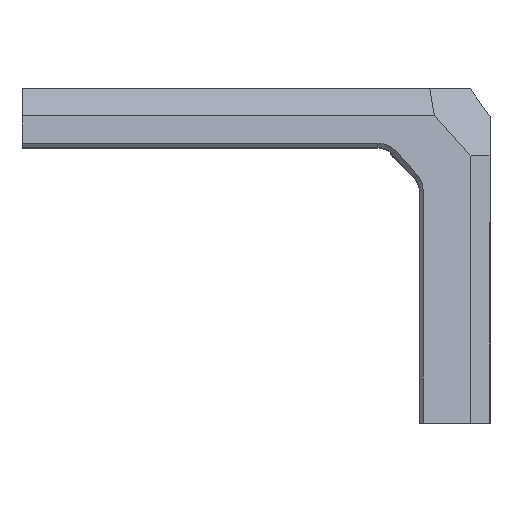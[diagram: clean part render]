
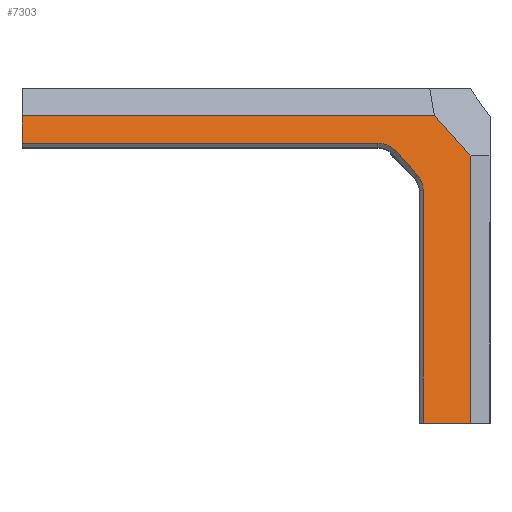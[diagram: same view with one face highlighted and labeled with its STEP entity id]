
A CAD part, left-side view. The second image highlights one B-rep face of the part: STEP entity #7303.
In plain terms, the highlighted planar face has unit normal (-0.985, 0, 0.174).
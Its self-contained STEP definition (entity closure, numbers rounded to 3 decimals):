
#447=PLANE('',#7914);
#833=FACE_OUTER_BOUND('',#1281,.T.);
#1281=EDGE_LOOP('',(#6414,#6415,#6416,#6417,#6418,#6419,#6420,#6421,#6422,
#6423));
#1898=LINE('',#11825,#2698);
#1913=LINE('',#11857,#2713);
#1989=LINE('',#12026,#2789);
#2000=LINE('',#12050,#2800);
#2002=LINE('',#12058,#2802);
#2003=LINE('',#12061,#2803);
#2004=LINE('',#12063,#2804);
#2005=LINE('',#12064,#2805);
#2698=VECTOR('',#9392,1000.);
#2713=VECTOR('',#9411,1000.);
#2789=VECTOR('',#9561,1000.);
#2800=VECTOR('',#9586,1000.);
#2802=VECTOR('',#9596,1000.);
#2803=VECTOR('',#9599,1000.);
#2804=VECTOR('',#9600,1000.);
#2805=VECTOR('',#9601,1000.);
#3133=CIRCLE('',#7913,6.);
#3134=CIRCLE('',#7915,6.);
#3597=VERTEX_POINT('',#11800);
#3609=VERTEX_POINT('',#11823);
#3624=VERTEX_POINT('',#11856);
#3679=VERTEX_POINT('',#12023);
#3680=VERTEX_POINT('',#12025);
#3686=VERTEX_POINT('',#12048);
#3687=VERTEX_POINT('',#12053);
#3688=VERTEX_POINT('',#12057);
#3689=VERTEX_POINT('',#12059);
#3690=VERTEX_POINT('',#12062);
#4514=EDGE_CURVE('',#3597,#3609,#1898,.T.);
#4529=EDGE_CURVE('',#3624,#3597,#1913,.T.);
#4615=EDGE_CURVE('',#3680,#3679,#1989,.T.);
#4628=EDGE_CURVE('',#3609,#3686,#2000,.T.);
#4630=EDGE_CURVE('',#3686,#3687,#3133,.T.);
#4631=EDGE_CURVE('',#3687,#3688,#2002,.T.);
#4632=EDGE_CURVE('',#3688,#3689,#3134,.T.);
#4633=EDGE_CURVE('',#3689,#3680,#2003,.T.);
#4634=EDGE_CURVE('',#3679,#3690,#2004,.T.);
#4635=EDGE_CURVE('',#3690,#3624,#2005,.T.);
#6414=ORIENTED_EDGE('',*,*,#4529,.T.);
#6415=ORIENTED_EDGE('',*,*,#4514,.T.);
#6416=ORIENTED_EDGE('',*,*,#4628,.T.);
#6417=ORIENTED_EDGE('',*,*,#4630,.T.);
#6418=ORIENTED_EDGE('',*,*,#4631,.T.);
#6419=ORIENTED_EDGE('',*,*,#4632,.T.);
#6420=ORIENTED_EDGE('',*,*,#4633,.T.);
#6421=ORIENTED_EDGE('',*,*,#4615,.T.);
#6422=ORIENTED_EDGE('',*,*,#4634,.T.);
#6423=ORIENTED_EDGE('',*,*,#4635,.T.);
#7303=ADVANCED_FACE('',(#833),#447,.F.);
#7913=AXIS2_PLACEMENT_3D('',#12055,#9592,#9593);
#7914=AXIS2_PLACEMENT_3D('',#12056,#9594,#9595);
#7915=AXIS2_PLACEMENT_3D('',#12060,#9597,#9598);
#9392=DIRECTION('',(-0.174,0.,-0.985));
#9411=DIRECTION('',(0.,1.,0.));
#9561=DIRECTION('',(0.,-1.,0.));
#9586=DIRECTION('',(0.,-1.,0.));
#9592=DIRECTION('center_axis',(0.985,0.,-0.174));
#9593=DIRECTION('ref_axis',(0.174,0.,0.985));
#9594=DIRECTION('center_axis',(0.985,0.,-0.174));
#9595=DIRECTION('ref_axis',(0.174,0.,0.985));
#9596=DIRECTION('',(-0.13,-0.663,-0.738));
#9597=DIRECTION('center_axis',(0.985,0.,-0.174));
#9598=DIRECTION('ref_axis',(0.174,0.,0.985));
#9599=DIRECTION('',(-0.174,0.,-0.985));
#9600=DIRECTION('',(0.174,0.,0.985));
#9601=DIRECTION('',(0.13,0.663,0.738));
#11800=CARTESIAN_POINT('',(53.672,0.138,366.115));
#11823=CARTESIAN_POINT('',(52.457,0.138,359.222));
#11825=CARTESIAN_POINT('',(39.9,0.138,288.009));
#11856=CARTESIAN_POINT('',(53.672,-104.719,366.115));
#11857=CARTESIAN_POINT('',(53.672,96.138,366.115));
#12023=CARTESIAN_POINT('',(39.9,-113.862,288.009));
#12025=CARTESIAN_POINT('',(39.9,-101.862,288.009));
#12026=CARTESIAN_POINT('',(39.9,119.138,288.009));
#12048=CARTESIAN_POINT('',(52.457,-90.36,359.222));
#12050=CARTESIAN_POINT('',(52.457,-92.86,359.222));
#12053=CARTESIAN_POINT('',(52.105,-94.854,357.228));
#12055=CARTESIAN_POINT('Origin',(51.415,-90.36,353.313));
#12056=CARTESIAN_POINT('Origin',(39.9,120.138,288.009));
#12057=CARTESIAN_POINT('',(51.025,-100.356,351.103));
#12058=CARTESIAN_POINT('',(51.025,-100.356,351.103));
#12059=CARTESIAN_POINT('',(50.335,-101.862,347.188));
#12060=CARTESIAN_POINT('Origin',(50.335,-95.862,347.188));
#12061=CARTESIAN_POINT('',(39.9,-101.862,288.009));
#12062=CARTESIAN_POINT('',(51.877,-113.862,355.936));
#12063=CARTESIAN_POINT('',(39.9,-113.862,288.009));
#12064=CARTESIAN_POINT('',(65.323,-45.366,432.191));
